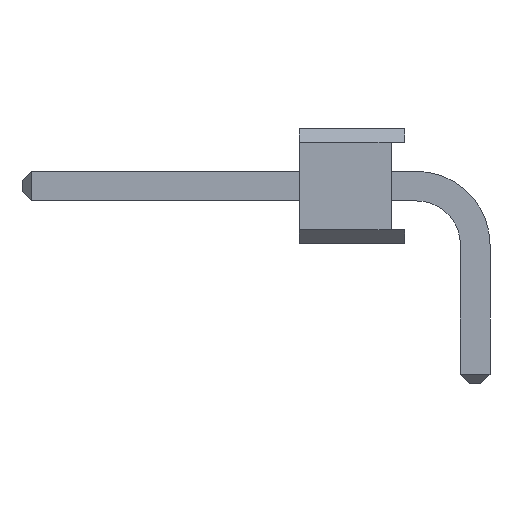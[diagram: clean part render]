
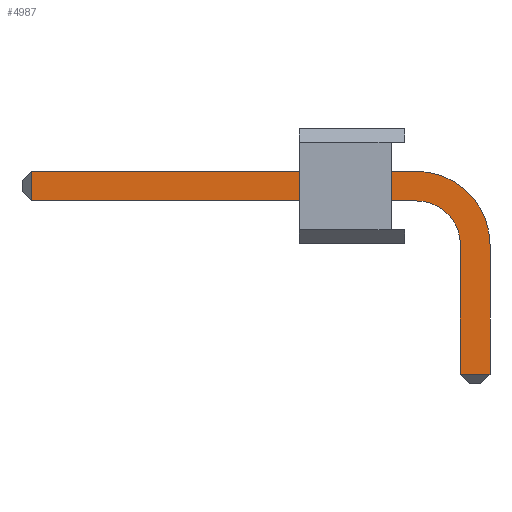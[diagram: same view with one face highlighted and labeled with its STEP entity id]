
A CAD part, left-side view. The second image highlights one B-rep face of the part: STEP entity #4987.
In plain terms, the highlighted planar face has unit normal (-1, 0, 0).
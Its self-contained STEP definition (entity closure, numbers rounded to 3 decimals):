
#48 = EDGE_CURVE ( 'NONE', #8564, #4290, #811, .T. ) ;
#647 = CARTESIAN_POINT ( 'NONE',  ( -0.32, -0.32, -2.8 ) ) ;
#664 = DIRECTION ( 'NONE',  ( 0., 0., 1. ) ) ;
#783 = LINE ( 'NONE', #947, #6015 ) ;
#811 = LINE ( 'NONE', #647, #3675 ) ;
#947 = CARTESIAN_POINT ( 'NONE',  ( -0.32, 1.27, 0.95 ) ) ;
#1500 = CARTESIAN_POINT ( 'NONE',  ( -0.32, 1.27, 0. ) ) ;
#1769 = AXIS2_PLACEMENT_3D ( 'NONE', #9256, #8393, #5628 ) ;
#2128 = CARTESIAN_POINT ( 'NONE',  ( -0.32, -0.32, -3. ) ) ;
#2223 = VECTOR ( 'NONE', #2860, 1000. ) ;
#2257 = VERTEX_POINT ( 'NONE', #7616 ) ;
#2517 = DIRECTION ( 'NONE',  ( 0., 0., 1. ) ) ;
#2560 = ORIENTED_EDGE ( 'NONE', *, *, #11007, .T. ) ;
#2635 = DIRECTION ( 'NONE',  ( 0., -1., 0. ) ) ;
#2774 = ORIENTED_EDGE ( 'NONE', *, *, #2809, .F. ) ;
#2783 = CARTESIAN_POINT ( 'NONE',  ( -0.32, 0.32, 0. ) ) ;
#2809 = EDGE_CURVE ( 'NONE', #7816, #6025, #8512, .T. ) ;
#2814 = CARTESIAN_POINT ( 'NONE',  ( -0.32, 0.32, -2.8 ) ) ;
#2860 = DIRECTION ( 'NONE',  ( 0., 0., -1. ) ) ;
#3031 = VECTOR ( 'NONE', #9075, 1000. ) ;
#3112 = VERTEX_POINT ( 'NONE', #4217 ) ;
#3233 = DIRECTION ( 'NONE',  ( 1., 0., 0. ) ) ;
#3272 = ORIENTED_EDGE ( 'NONE', *, *, #10545, .T. ) ;
#3675 = VECTOR ( 'NONE', #10975, 1000. ) ;
#3948 = PLANE ( 'NONE',  #1769 ) ;
#4001 = EDGE_CURVE ( 'NONE', #2257, #9754, #10653, .T. ) ;
#4073 = CARTESIAN_POINT ( 'NONE',  ( -0.32, 1.27, 0. ) ) ;
#4217 = CARTESIAN_POINT ( 'NONE',  ( -0.32, 1.27, 0.95 ) ) ;
#4290 = VERTEX_POINT ( 'NONE', #2814 ) ;
#4506 = ORIENTED_EDGE ( 'NONE', *, *, #4001, .F. ) ;
#4926 = LINE ( 'NONE', #6642, #6714 ) ;
#4987 = ADVANCED_FACE ( 'NONE', ( #9876 ), #3948, .F. ) ;
#5210 = ORIENTED_EDGE ( 'NONE', *, *, #48, .F. ) ;
#5228 = EDGE_LOOP ( 'NONE', ( #2560, #3272, #9515, #5210, #6195, #2774, #9785, #4506 ) ) ;
#5248 = CARTESIAN_POINT ( 'NONE',  ( -0.32, 9.61, 1.59 ) ) ;
#5473 = AXIS2_PLACEMENT_3D ( 'NONE', #1500, #7250, #664 ) ;
#5628 = DIRECTION ( 'NONE',  ( 0., 0., -1. ) ) ;
#5912 = CARTESIAN_POINT ( 'NONE',  ( -0.32, 1.27, 1.59 ) ) ;
#5999 = CIRCLE ( 'NONE', #5473, 0.95 ) ;
#6015 = VECTOR ( 'NONE', #2635, 1000. ) ;
#6025 = VERTEX_POINT ( 'NONE', #10281 ) ;
#6195 = ORIENTED_EDGE ( 'NONE', *, *, #10171, .F. ) ;
#6213 = LINE ( 'NONE', #2128, #9187 ) ;
#6642 = CARTESIAN_POINT ( 'NONE',  ( -0.32, 1.27, 1.59 ) ) ;
#6714 = VECTOR ( 'NONE', #7421, 1000. ) ;
#7083 = LINE ( 'NONE', #10512, #2223 ) ;
#7095 = DIRECTION ( 'NONE',  ( 0., 0., -1. ) ) ;
#7250 = DIRECTION ( 'NONE',  ( 1., 0., 0. ) ) ;
#7377 = CARTESIAN_POINT ( 'NONE',  ( -0.32, 9.61, 1.59 ) ) ;
#7421 = DIRECTION ( 'NONE',  ( 0., -1., 0. ) ) ;
#7616 = CARTESIAN_POINT ( 'NONE',  ( -0.32, 9.61, 0.95 ) ) ;
#7816 = VERTEX_POINT ( 'NONE', #5912 ) ;
#7968 = AXIS2_PLACEMENT_3D ( 'NONE', #4073, #3233, #2517 ) ;
#8123 = CARTESIAN_POINT ( 'NONE',  ( -0.32, -0.32, -2.8 ) ) ;
#8393 = DIRECTION ( 'NONE',  ( 1., 0., 0. ) ) ;
#8512 = CIRCLE ( 'NONE', #7968, 1.59 ) ;
#8564 = VERTEX_POINT ( 'NONE', #8123 ) ;
#9075 = DIRECTION ( 'NONE',  ( 0., 0., 1. ) ) ;
#9187 = VECTOR ( 'NONE', #7095, 1000. ) ;
#9256 = CARTESIAN_POINT ( 'NONE',  ( -0.32, 1.27, 1.59 ) ) ;
#9331 = EDGE_CURVE ( 'NONE', #10642, #4290, #7083, .T. ) ;
#9515 = ORIENTED_EDGE ( 'NONE', *, *, #9331, .T. ) ;
#9754 = VERTEX_POINT ( 'NONE', #5248 ) ;
#9785 = ORIENTED_EDGE ( 'NONE', *, *, #10915, .F. ) ;
#9876 = FACE_OUTER_BOUND ( 'NONE', #5228, .T. ) ;
#10171 = EDGE_CURVE ( 'NONE', #6025, #8564, #6213, .T. ) ;
#10281 = CARTESIAN_POINT ( 'NONE',  ( -0.32, -0.32, 0. ) ) ;
#10512 = CARTESIAN_POINT ( 'NONE',  ( -0.32, 0.32, -3. ) ) ;
#10545 = EDGE_CURVE ( 'NONE', #3112, #10642, #5999, .T. ) ;
#10642 = VERTEX_POINT ( 'NONE', #2783 ) ;
#10653 = LINE ( 'NONE', #7377, #3031 ) ;
#10915 = EDGE_CURVE ( 'NONE', #9754, #7816, #4926, .T. ) ;
#10975 = DIRECTION ( 'NONE',  ( 0., 1., 0. ) ) ;
#11007 = EDGE_CURVE ( 'NONE', #2257, #3112, #783, .T. ) ;
